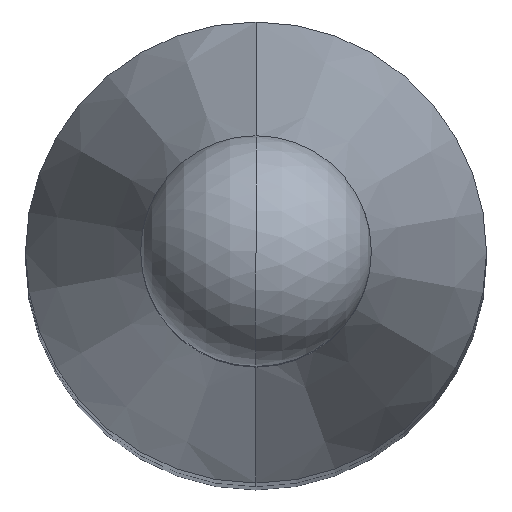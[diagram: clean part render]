
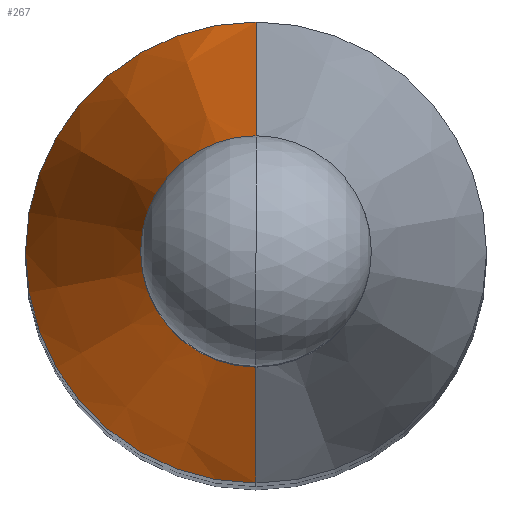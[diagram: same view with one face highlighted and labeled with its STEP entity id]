
A CAD part, top view. The second image highlights one B-rep face of the part: STEP entity #267.
In plain terms, the highlighted conical face has half-angle 15 degrees and reference radius 0.751 mm.
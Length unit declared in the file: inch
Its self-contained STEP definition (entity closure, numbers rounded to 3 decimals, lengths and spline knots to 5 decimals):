
#61 = CARTESIAN_POINT ( 'NONE',  ( 0., 0.02955, -0.128 ) ) ;
#63 = CARTESIAN_POINT ( 'NONE',  ( 0., -0.02955, -0.128 ) ) ;
#91 = VERTEX_POINT ( 'NONE', #63 ) ;
#95 = EDGE_CURVE ( 'NONE', #418, #1035, #229, .T. ) ;
#106 = CIRCLE ( 'NONE', #283, 0.02955 ) ;
#112 = CARTESIAN_POINT ( 'NONE',  ( 0., 0.02955, -0.128 ) ) ;
#113 = CARTESIAN_POINT ( 'NONE',  ( 0., -0.02955, -0.128 ) ) ;
#150 = DIRECTION ( 'NONE',  ( 0., 0., 1. ) ) ;
#202 = DIRECTION ( 'NONE',  ( 0., -1., 0. ) ) ;
#209 = DIRECTION ( 'NONE',  ( 0., -1., 0. ) ) ;
#223 = DIRECTION ( 'NONE',  ( 0., 0., 1. ) ) ;
#229 = CIRCLE ( 'NONE', #497, 0.05905 ) ;
#267 = ADVANCED_FACE ( 'NONE', ( #1019 ), #865, .T. ) ;
#283 = AXIS2_PLACEMENT_3D ( 'NONE', #911, #223, #209 ) ;
#285 = DIRECTION ( 'NONE',  ( 0., -0.259, -0.966 ) ) ;
#286 = AXIS2_PLACEMENT_3D ( 'NONE', #701, #874, #202 ) ;
#297 = CARTESIAN_POINT ( 'NONE',  ( 0., 0.05905, -0.2381 ) ) ;
#303 = EDGE_CURVE ( 'NONE', #91, #1035, #439, .T. ) ;
#305 = CARTESIAN_POINT ( 'NONE',  ( 0., 0., -0.2381 ) ) ;
#322 = CARTESIAN_POINT ( 'NONE',  ( 0., -0.05905, -0.2381 ) ) ;
#418 = VERTEX_POINT ( 'NONE', #297 ) ;
#439 = LINE ( 'NONE', #113, #566 ) ;
#497 = AXIS2_PLACEMENT_3D ( 'NONE', #305, #150, #819 ) ;
#566 = VECTOR ( 'NONE', #285, 39.37008 ) ;
#618 = ORIENTED_EDGE ( 'NONE', *, *, #303, .F. ) ;
#680 = DIRECTION ( 'NONE',  ( 0., 0.259, -0.966 ) ) ;
#701 = CARTESIAN_POINT ( 'NONE',  ( 0., 0., -0.128 ) ) ;
#765 = LINE ( 'NONE', #61, #880 ) ;
#791 = VERTEX_POINT ( 'NONE', #112 ) ;
#795 = ORIENTED_EDGE ( 'NONE', *, *, #937, .F. ) ;
#819 = DIRECTION ( 'NONE',  ( 0., -1., 0. ) ) ;
#865 = CONICAL_SURFACE ( 'NONE', #286, 0.02955, 0.262 ) ;
#874 = DIRECTION ( 'NONE',  ( 0., 0., -1. ) ) ;
#880 = VECTOR ( 'NONE', #680, 39.37008 ) ;
#911 = CARTESIAN_POINT ( 'NONE',  ( 0., 0., -0.128 ) ) ;
#937 = EDGE_CURVE ( 'NONE', #791, #91, #106, .T. ) ;
#971 = EDGE_LOOP ( 'NONE', ( #795, #1072, #1053, #618 ) ) ;
#1019 = FACE_OUTER_BOUND ( 'NONE', #971, .T. ) ;
#1035 = VERTEX_POINT ( 'NONE', #322 ) ;
#1053 = ORIENTED_EDGE ( 'NONE', *, *, #95, .T. ) ;
#1072 = ORIENTED_EDGE ( 'NONE', *, *, #1096, .T. ) ;
#1096 = EDGE_CURVE ( 'NONE', #791, #418, #765, .T. ) ;
